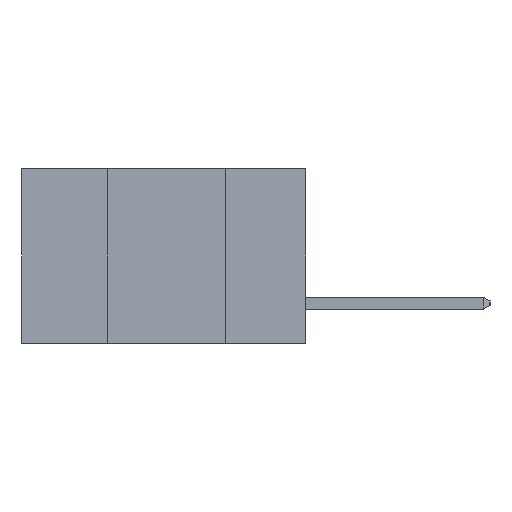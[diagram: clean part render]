
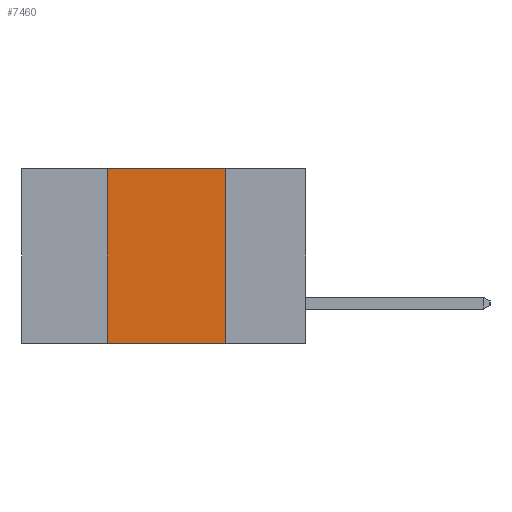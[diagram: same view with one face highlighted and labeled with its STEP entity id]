
A CAD part, left-side view. The second image highlights one B-rep face of the part: STEP entity #7460.
In plain terms, the highlighted planar face has unit normal (-1, 0, 0).
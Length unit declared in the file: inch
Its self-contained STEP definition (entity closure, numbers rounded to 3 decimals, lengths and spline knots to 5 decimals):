
#62 = DIRECTION ( 'NONE',  ( 0., -1., 0. ) ) ;
#88 = CARTESIAN_POINT ( 'NONE',  ( 0., 0.42, 0. ) ) ;
#341 = VERTEX_POINT ( 'NONE', #4026 ) ;
#1285 = LINE ( 'NONE', #13482, #11714 ) ;
#1427 = CARTESIAN_POINT ( 'NONE',  ( 0., 0.17, -0.37 ) ) ;
#1642 = VERTEX_POINT ( 'NONE', #88 ) ;
#2153 = FACE_OUTER_BOUND ( 'NONE', #15576, .T. ) ;
#3775 = CARTESIAN_POINT ( 'NONE',  ( 0., 0.17, -0.37 ) ) ;
#3945 = ORIENTED_EDGE ( 'NONE', *, *, #7509, .T. ) ;
#4026 = CARTESIAN_POINT ( 'NONE',  ( 0., 0.17, 0. ) ) ;
#5952 = DIRECTION ( 'NONE',  ( 0., -1., 0. ) ) ;
#6935 = CARTESIAN_POINT ( 'NONE',  ( 0., 0.42, -0.37 ) ) ;
#7011 = CARTESIAN_POINT ( 'NONE',  ( 0., 0.42, -0.37 ) ) ;
#7183 = DIRECTION ( 'NONE',  ( 0., 0., -1. ) ) ;
#7316 = ORIENTED_EDGE ( 'NONE', *, *, #16327, .F. ) ;
#7389 = EDGE_CURVE ( 'NONE', #7978, #1642, #13255, .T. ) ;
#7460 = ADVANCED_FACE ( 'NONE', ( #2153 ), #12144, .F. ) ;
#7509 = EDGE_CURVE ( 'NONE', #7978, #7938, #1285, .T. ) ;
#7938 = VERTEX_POINT ( 'NONE', #1427 ) ;
#7978 = VERTEX_POINT ( 'NONE', #6935 ) ;
#8672 = VECTOR ( 'NONE', #62, 39.37008 ) ;
#9122 = EDGE_CURVE ( 'NONE', #341, #7938, #16309, .T. ) ;
#9993 = VECTOR ( 'NONE', #14476, 39.37008 ) ;
#10144 = VECTOR ( 'NONE', #11500, 39.37008 ) ;
#11500 = DIRECTION ( 'NONE',  ( 0., 0., -1. ) ) ;
#11612 = ORIENTED_EDGE ( 'NONE', *, *, #7389, .F. ) ;
#11714 = VECTOR ( 'NONE', #5952, 39.37008 ) ;
#12144 = PLANE ( 'NONE',  #15323 ) ;
#13255 = LINE ( 'NONE', #7011, #9993 ) ;
#13378 = CARTESIAN_POINT ( 'NONE',  ( 0., 0.6, 0. ) ) ;
#13482 = CARTESIAN_POINT ( 'NONE',  ( 0., 0.6, -0.37 ) ) ;
#13522 = ORIENTED_EDGE ( 'NONE', *, *, #9122, .F. ) ;
#14476 = DIRECTION ( 'NONE',  ( 0., 0., 1. ) ) ;
#14633 = DIRECTION ( 'NONE',  ( 1., 0., 0. ) ) ;
#15224 = LINE ( 'NONE', #15604, #8672 ) ;
#15323 = AXIS2_PLACEMENT_3D ( 'NONE', #13378, #14633, #7183 ) ;
#15576 = EDGE_LOOP ( 'NONE', ( #13522, #7316, #11612, #3945 ) ) ;
#15604 = CARTESIAN_POINT ( 'NONE',  ( 0., 0.6, 0. ) ) ;
#16309 = LINE ( 'NONE', #3775, #10144 ) ;
#16327 = EDGE_CURVE ( 'NONE', #1642, #341, #15224, .T. ) ;
